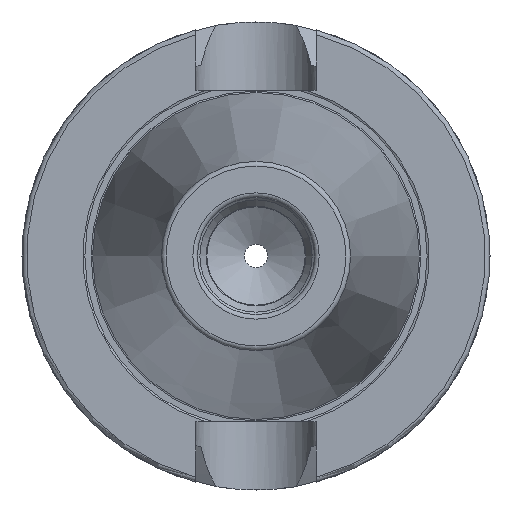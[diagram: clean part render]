
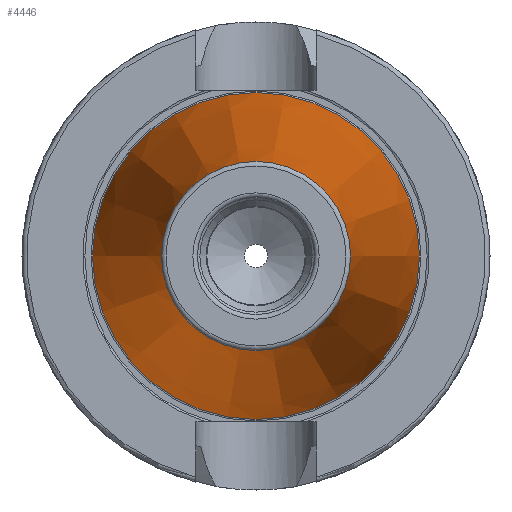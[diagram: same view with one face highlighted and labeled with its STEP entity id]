
A CAD part, left-side view. The second image highlights one B-rep face of the part: STEP entity #4446.
In plain terms, the highlighted conical face has half-angle 8.297 degrees and reference radius 27.564 mm.
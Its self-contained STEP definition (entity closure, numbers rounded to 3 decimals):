
#3750=CARTESIAN_POINT('',(0.0,34.925,0.0));
#3751=VERTEX_POINT('',#3750);
#3752=CARTESIAN_POINT('',(0.0,0.0,0.0));
#3753=DIRECTION('',(1.0,0.0,0.0));
#3754=DIRECTION('',(0.0,1.0,0.0));
#3755=AXIS2_PLACEMENT_3D('',#3752,#3753,#3754);
#3756=CIRCLE('',#3755,34.925);
#3757=EDGE_CURVE('',#3751,#3751,#3756,.T.);
#4420=CARTESIAN_POINT('',(-100.944,20.204,0.0));
#4421=VERTEX_POINT('',#4420);
#4422=CARTESIAN_POINT('',(-100.944,0.0,0.0));
#4423=DIRECTION('',(1.0,0.0,0.0));
#4424=DIRECTION('',(0.0,1.0,0.0));
#4425=AXIS2_PLACEMENT_3D('',#4422,#4423,#4424);
#4426=CIRCLE('',#4425,20.204);
#4427=EDGE_CURVE('',#4421,#4421,#4426,.T.);
#4435=CARTESIAN_POINT('',(-50.472,0.0,0.0));
#4436=DIRECTION('',(1.0,0.0,0.0));
#4437=DIRECTION('',(0.0,1.0,0.0));
#4438=AXIS2_PLACEMENT_3D('',#4435,#4436,#4437);
#4439=CONICAL_SURFACE('',#4438,27.564,8.297);
#4440=ORIENTED_EDGE('',*,*,#3757,.F.);
#4441=EDGE_LOOP('',(#4440));
#4442=FACE_OUTER_BOUND('',#4441,.T.);
#4443=ORIENTED_EDGE('',*,*,#4427,.T.);
#4444=EDGE_LOOP('',(#4443));
#4445=FACE_BOUND('',#4444,.T.);
#4446=ADVANCED_FACE('',(#4442,#4445),#4439,.T.);
